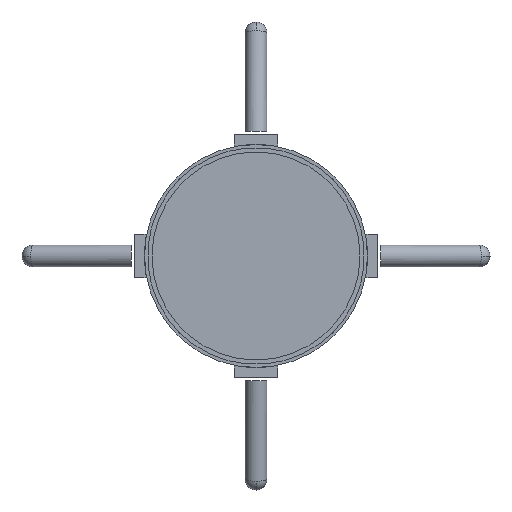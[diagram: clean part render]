
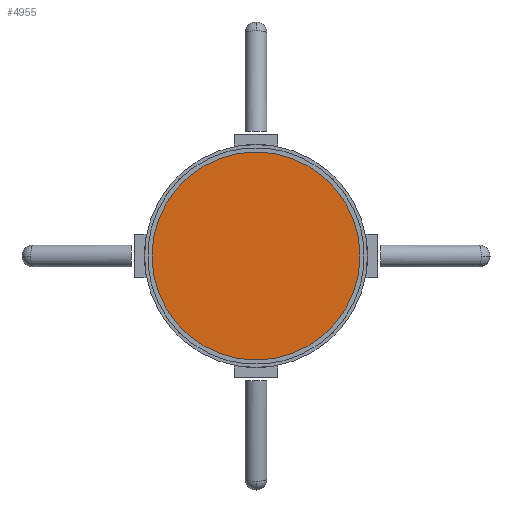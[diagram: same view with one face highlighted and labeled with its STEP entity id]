
A CAD part, front view. The second image highlights one B-rep face of the part: STEP entity #4955.
In plain terms, the highlighted planar face has unit normal (0, -1, 0).
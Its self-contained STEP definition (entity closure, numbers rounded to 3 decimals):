
#260=CIRCLE('',#5373,47.55);
#588=FACE_OUTER_BOUND('',#874,.T.);
#874=EDGE_LOOP('',(#4358));
#2374=VERTEX_POINT('',#8632);
#3054=EDGE_CURVE('',#2374,#2374,#260,.T.);
#4358=ORIENTED_EDGE('',*,*,#3054,.T.);
#4693=PLANE('',#5387);
#4955=ADVANCED_FACE('',(#588),#4693,.T.);
#5373=AXIS2_PLACEMENT_3D('',#8634,#6650,#6651);
#5387=AXIS2_PLACEMENT_3D('',#8684,#6694,#6695);
#6650=DIRECTION('center_axis',(0.,-1.,0.));
#6651=DIRECTION('ref_axis',(1.,0.,0.));
#6694=DIRECTION('center_axis',(0.,-1.,0.));
#6695=DIRECTION('ref_axis',(1.,0.,0.));
#8632=CARTESIAN_POINT('',(-47.55,-102.5,0.));
#8634=CARTESIAN_POINT('Origin',(0.,-102.5,0.));
#8684=CARTESIAN_POINT('Origin',(0.,-102.5,0.));
